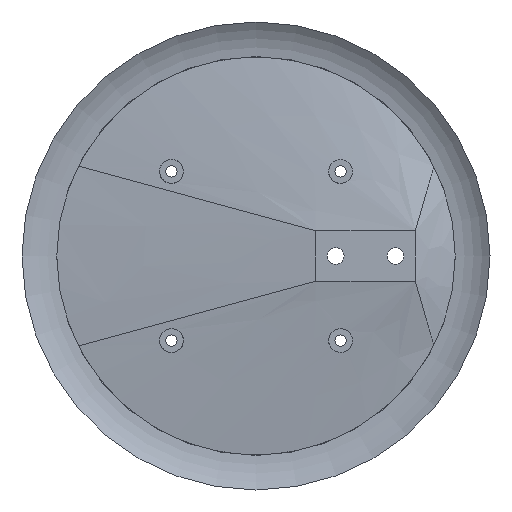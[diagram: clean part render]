
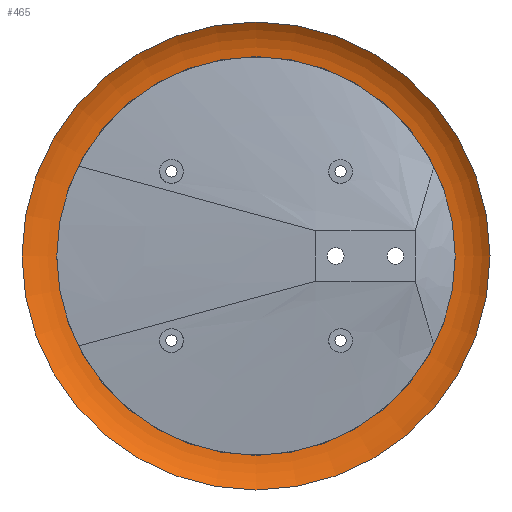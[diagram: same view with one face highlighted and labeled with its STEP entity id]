
A CAD part, front view. The second image highlights one B-rep face of the part: STEP entity #465.
In plain terms, the highlighted toroidal (fillet/blend) face has major radius 49.061 mm and minor radius 16 mm.
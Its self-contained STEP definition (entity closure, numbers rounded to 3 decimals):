
#114=FACE_OUTER_BOUND('',#143,.T.);
#143=EDGE_LOOP('',(#333,#334,#335,#336,#337));
#190=CIRCLE('',#509,58.716);
#191=CIRCLE('',#510,16.);
#192=CIRCLE('',#511,50.);
#193=CIRCLE('',#512,58.716);
#224=VERTEX_POINT('',#712);
#225=VERTEX_POINT('',#713);
#226=VERTEX_POINT('',#715);
#268=EDGE_CURVE('',#224,#225,#190,.T.);
#269=EDGE_CURVE('',#225,#226,#191,.T.);
#270=EDGE_CURVE('',#226,#226,#192,.T.);
#271=EDGE_CURVE('',#225,#224,#193,.T.);
#333=ORIENTED_EDGE('',*,*,#268,.T.);
#334=ORIENTED_EDGE('',*,*,#269,.T.);
#335=ORIENTED_EDGE('',*,*,#270,.T.);
#336=ORIENTED_EDGE('',*,*,#269,.F.);
#337=ORIENTED_EDGE('',*,*,#271,.T.);
#463=TOROIDAL_SURFACE('',#508,49.061,16.);
#465=ADVANCED_FACE('',(#114),#463,.F.);
#508=AXIS2_PLACEMENT_3D('',#711,#569,#570);
#509=AXIS2_PLACEMENT_3D('',#714,#571,#572);
#510=AXIS2_PLACEMENT_3D('',#716,#573,#574);
#511=AXIS2_PLACEMENT_3D('',#717,#575,#576);
#512=AXIS2_PLACEMENT_3D('',#718,#577,#578);
#569=DIRECTION('center_axis',(0.,-1.,0.));
#570=DIRECTION('ref_axis',(-1.,0.,0.));
#571=DIRECTION('center_axis',(0.,-1.,0.));
#572=DIRECTION('ref_axis',(1.,0.,0.));
#573=DIRECTION('center_axis',(0.,0.,1.));
#574=DIRECTION('ref_axis',(1.,0.,0.));
#575=DIRECTION('center_axis',(0.,1.,0.));
#576=DIRECTION('ref_axis',(-1.,0.,0.));
#577=DIRECTION('center_axis',(0.,-1.,0.));
#578=DIRECTION('ref_axis',(1.,0.,0.));
#711=CARTESIAN_POINT('Origin',(0.,-16.038,0.));
#712=CARTESIAN_POINT('',(-58.716,-3.28,0.));
#713=CARTESIAN_POINT('',(58.716,-3.28,0.));
#714=CARTESIAN_POINT('Origin',(0.,-3.28,0.));
#715=CARTESIAN_POINT('',(50.,-0.066,0.));
#716=CARTESIAN_POINT('Origin',(49.061,-16.038,0.));
#717=CARTESIAN_POINT('Origin',(0.,-0.066,0.));
#718=CARTESIAN_POINT('Origin',(0.,-3.28,0.));
